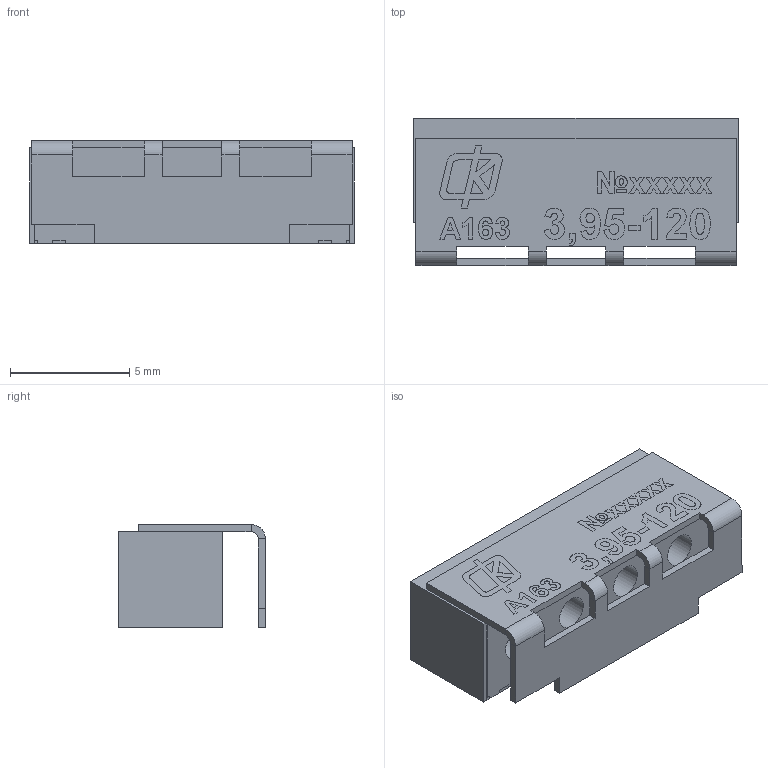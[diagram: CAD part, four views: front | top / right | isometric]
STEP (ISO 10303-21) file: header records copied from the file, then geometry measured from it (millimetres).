
FILE_DESCRIPTION(('STEP AP203'), '1');
FILE_NAME('ÍØÁÀ.434834.038-02.01_Ôèëüòð ÔÊÏ1-238-02-3,95-120', '', ('UNSPECIFIED'), ('UNSPECIFIED'), 'ASCON STEP Converter 1.6', 'ASCON Math Kernel', '');
FILE_SCHEMA(('CONFIG_CONTROL_DESIGN'));
Length unit declared in the file: millimetre
Products named in the file (1): НШБА.434834.038-02.01_Фильтр ФКП1-238-02-3,95-120
Bounding box: 13.6 x 6.15 x 4.3 mm (x, y, z)
Volume: 240.6 mm3; surface area: 459.2 mm2
Topology: 1 solids, 1 shells, 366 faces, 998 edges, 657 vertices
Faces by surface type: plane 250, bspline 97, cylinder 19
Full cylindrical faces by diameter (mm): 1.4 x4
Entity records: 24700 total; most frequent: CARTESIAN_POINT 13264, ORIENTED_EDGE 1988, DIRECTION 1299, EDGE_CURVE 994, LINE 683, VECTOR 683, VERTEX_POINT 657, EDGE_LOOP 407
